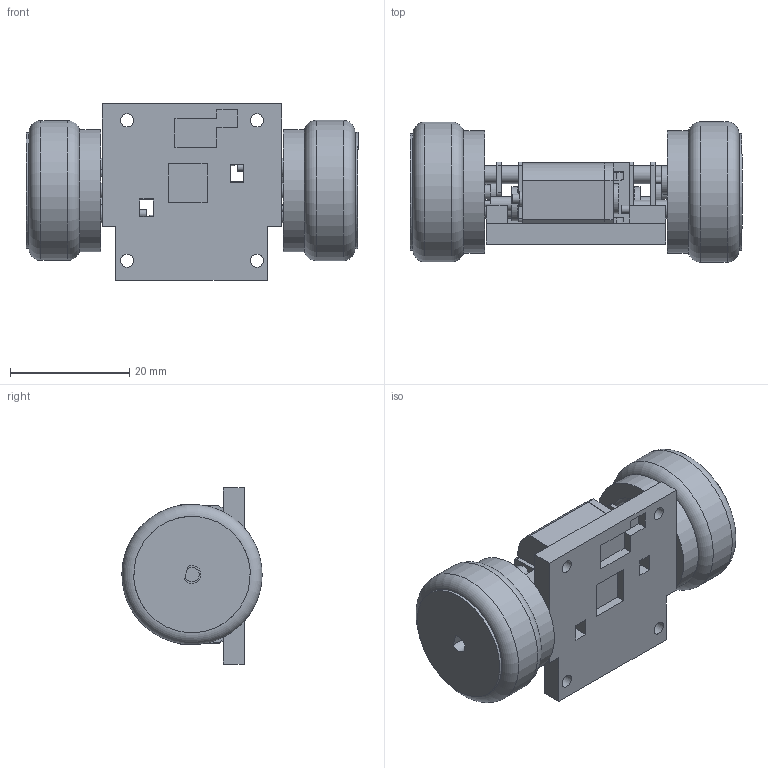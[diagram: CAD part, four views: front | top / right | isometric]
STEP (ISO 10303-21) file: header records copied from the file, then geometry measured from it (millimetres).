
FILE_DESCRIPTION(/* description */ (''),/* implementation_level */ '2;1');
FILE_NAME(/* name */ 'SynerMycha-silnikii.stp',/* time_stamp */ '2020-03-10T15:50:00+01:00',/* author */ ('Mrozi'),/* organization */ (''),/* preprocessor_version */ 'ST-DEVELOPER v17',/* originating_system */ 'Autodesk Inventor 2019',/* authorisation */ '');
FILE_SCHEMA (('AUTOMOTIVE_DESIGN { 1 0 10303 214 3 1 1 }'));
Length unit declared in the file: millimetre
Products named in the file (9): SynerMycha - złożenie; Silniki; Silniki_1; GearboxScaffolding; DC Motor; Tyre; Felga; MWR0032KAC-KH; podstawa_silnikó
Assembly tree (13 placements, depth 3):
  SynerMycha - złożenie
    Silniki
      GearboxScaffolding
      DC Motor
      Felga
      Tyre
      MWR0032KAC-KH
    Silniki_1
      GearboxScaffolding
      DC Motor
      Tyre
      Felga
      MWR0032KAC-KH
    podstawa_silnikó
Bounding box: 55.6 x 23.5 x 29.49 mm (x, y, z)
Volume: 15523.5 mm3; surface area: 14780 mm2
Topology: 55 solids, 55 shells, 494 faces, 1044 edges, 692 vertices
Faces by surface type: plane 302, cylinder 180, cone 8, torus 4
Full cylindrical faces by diameter (mm): 1 x36, 1.3 x20, 1.5 x6, 2 x8, 2.2 x4, 2.35 x2, 2.411 x6, 2.5 x6, 3 x10, 3.4 x2, 4.8 x2, 4.861 x2, 5 x2, 5.669 x2, 5.711 x2, 14.19 x2, 14.99 x4, 17 x4, 19.5 x2, 20.44 x2, 23.5 x2
Entity records: 8244 total; most frequent: DIRECTION 1417, CARTESIAN_POINT 1321, ORIENTED_EDGE 1226, EDGE_CURVE 613, AXIS2_PLACEMENT_3D 502, LINE 413, VECTOR 413, VERTEX_POINT 406
